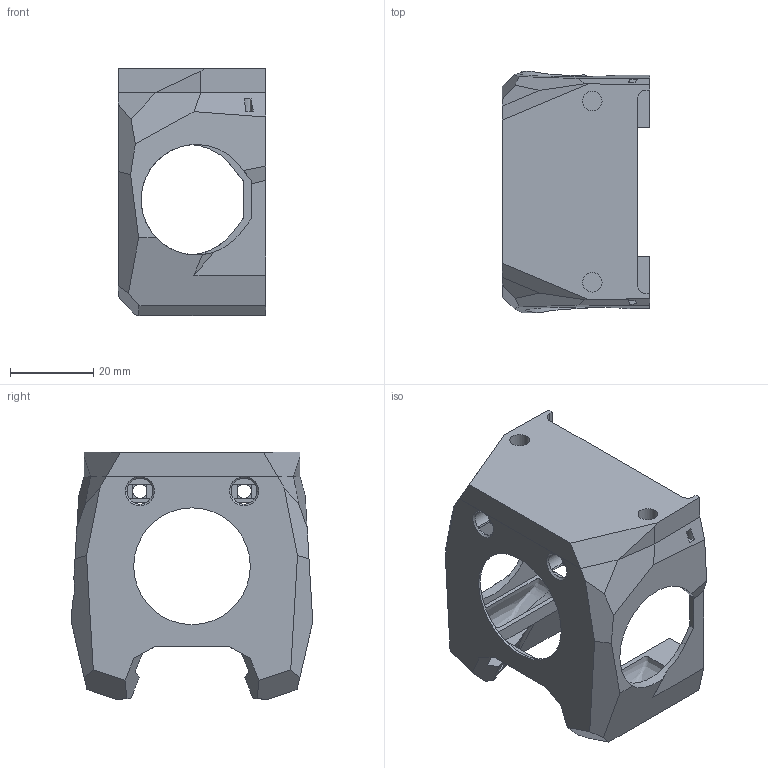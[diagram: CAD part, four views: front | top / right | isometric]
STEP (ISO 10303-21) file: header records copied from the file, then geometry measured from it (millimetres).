
FILE_DESCRIPTION(/* description */ (''),/* implementation_level */ '2;1');
FILE_NAME(/* name */ 'MiniRedacted-Cowling-R1 v4.step',/* time_stamp */ '2022-05-03T23:39:26-05:00',/* author */ (''),/* organization */ (''),/* preprocessor_version */ 'ST-DEVELOPER v18.1',/* originating_system */ 'Autodesk Translation Framework v10.14.0.1471',/* authorisation */ '');
FILE_SCHEMA (('AUTOMOTIVE_DESIGN { 1 0 10303 214 3 1 1 }'));
Length unit declared in the file: millimetre
Products named in the file (1): MiniRedacted-Cowling-R1
Bounding box: 35.44 x 57.95 x 59.3 mm (x, y, z)
Volume: 27038.4 mm3; surface area: 18239.4 mm2
Topology: 2 solids, 2 shells, 223 faces, 656 edges, 424 vertices
Faces by surface type: plane 137, cylinder 60, bspline 17, sphere 5, torus 2, cone 2
Full cylindrical faces by diameter (mm): 3.4 x4, 4.7 x4, 6 x2, 6.2 x2, 28 x1
Entity records: 11630 total; most frequent: CARTESIAN_POINT 5633, ORIENTED_EDGE 1304, DIRECTION 1184, EDGE_CURVE 652, VERTEX_POINT 424, LINE 418, VECTOR 418, AXIS2_PLACEMENT_3D 383
